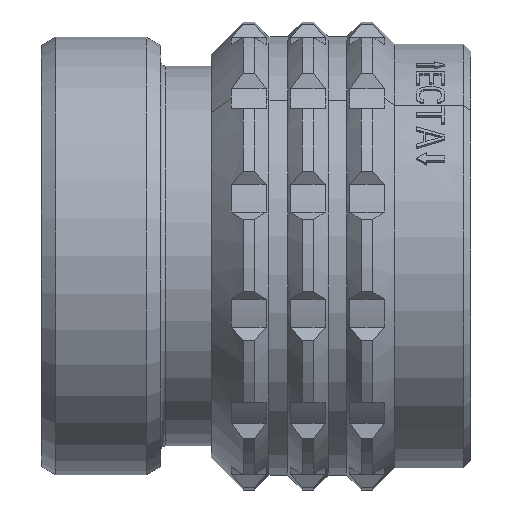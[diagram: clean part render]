
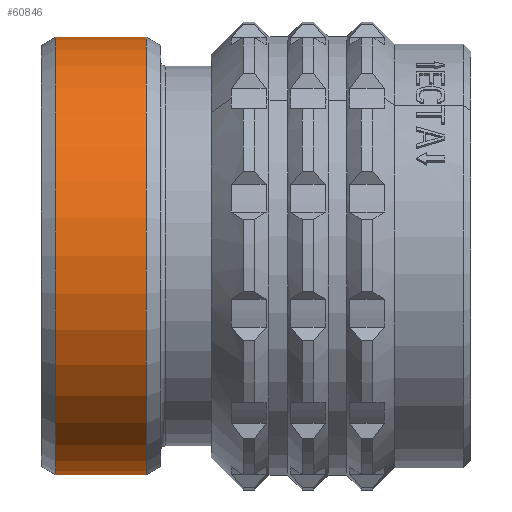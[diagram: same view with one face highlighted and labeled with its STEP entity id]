
A CAD part, top view. The second image highlights one B-rep face of the part: STEP entity #60846.
In plain terms, the highlighted cylindrical face has radius 15.175 mm (diameter 30.35 mm), a partial arc.
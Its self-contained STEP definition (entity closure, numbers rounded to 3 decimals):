
#4457=DIRECTION('',(-1.,0.,0.));
#4458=VECTOR('',#4457,6.3);
#4459=CARTESIAN_POINT('',(7.3,15.175,0.));
#4460=LINE('3370',#4459,#4458);
#4461=DIRECTION('',(-1.,0.,0.));
#4462=VECTOR('',#4461,6.3);
#4463=CARTESIAN_POINT('',(7.3,-15.175,0.));
#4464=LINE('3376',#4463,#4462);
#4470=CARTESIAN_POINT('',(7.3,0.,0.));
#4471=DIRECTION('',(1.,0.,0.));
#4472=DIRECTION('',(0.,1.,0.));
#4473=AXIS2_PLACEMENT_3D('',#4470,#4471,#4472);
#4475=CARTESIAN_POINT('',(1.,0.,0.));
#4476=DIRECTION('',(1.,0.,0.));
#4477=DIRECTION('',(0.,1.,0.));
#4478=AXIS2_PLACEMENT_3D('',#4475,#4476,#4477);
#44968=CARTESIAN_POINT('',(7.3,15.175,0.));
#44970=VERTEX_POINT('',#44968);
#44971=CARTESIAN_POINT('',(1.,15.175,0.));
#44972=VERTEX_POINT('',#44971);
#44980=CARTESIAN_POINT('',(7.3,-15.175,0.));
#44982=VERTEX_POINT('',#44980);
#44983=CARTESIAN_POINT('',(1.,-15.175,0.));
#44984=VERTEX_POINT('',#44983);
#60834=CARTESIAN_POINT('',(-1.49,0.,0.));
#60835=DIRECTION('',(1.,0.,0.));
#60836=DIRECTION('',(0.,-1.,0.));
#60837=AXIS2_PLACEMENT_3D('',#60834,#60835,#60836);
#60838=CYLINDRICAL_SURFACE('278',#60837,15.175);
#60839=ORIENTED_EDGE('3370',*,*,#60817,.F.);
#60840=ORIENTED_EDGE('3389',*,*,#60780,.T.);
#60841=ORIENTED_EDGE('3376',*,*,#60821,.T.);
#60843=ORIENTED_EDGE('3390',*,*,#60842,.F.);
#60844=EDGE_LOOP('278',(#60839,#60840,#60841,#60843));
#60845=FACE_OUTER_BOUND('278',#60844,.F.);
#4474=CIRCLE('3389',#4473,15.175);
#4479=CIRCLE('3390',#4478,15.175);
#60780=EDGE_CURVE('3389',#44970,#44982,#4474,.T.);
#60817=EDGE_CURVE('3370',#44970,#44972,#4460,.T.);
#60821=EDGE_CURVE('3376',#44982,#44984,#4464,.T.);
#60842=EDGE_CURVE('3390',#44972,#44984,#4479,.T.);
#60846=ADVANCED_FACE('278',(#60845),#60838,.T.);
